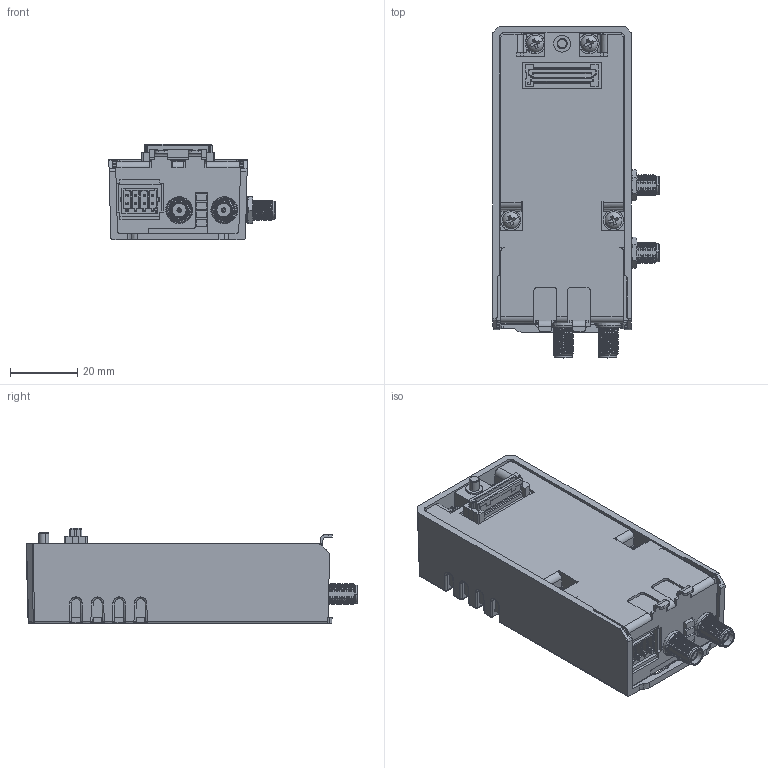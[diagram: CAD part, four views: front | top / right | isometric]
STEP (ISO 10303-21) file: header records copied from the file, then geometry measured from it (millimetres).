
FILE_DESCRIPTION (( 'STEP AP203' ), '1' );
FILE_NAME ('PLCM10.STEP', '2021-01-22T11:47:54', ( '' ), ( '' ), 'SwSTEP 2.0', 'SolidWorks 2020', '' );
FILE_SCHEMA (( 'CONFIG_CONTROL_DESIGN' ));
Products named in the file (1): PLCM10
Bounding box: 49.46 x 98.65 x 28.45 mm (x, y, z)
Volume: 81941.4 mm3; surface area: 19766.5 mm2
Topology: 1 solids, 3 shells, 2196 faces, 5950 edges, 3793 vertices
Faces by surface type: plane 972, cylinder 549, bspline 415, cone 156, sphere 52, torus 52
Entity records: 200900 total; most frequent: CARTESIAN_POINT 158282, ORIENTED_EDGE 11876, EDGE_CURVE 5938, B_SPLINE_CURVE_WITH_KNOTS 5481, DIRECTION 3996, VERTEX_POINT 3793, EDGE_LOOP 2291, ADVANCED_FACE 2196
